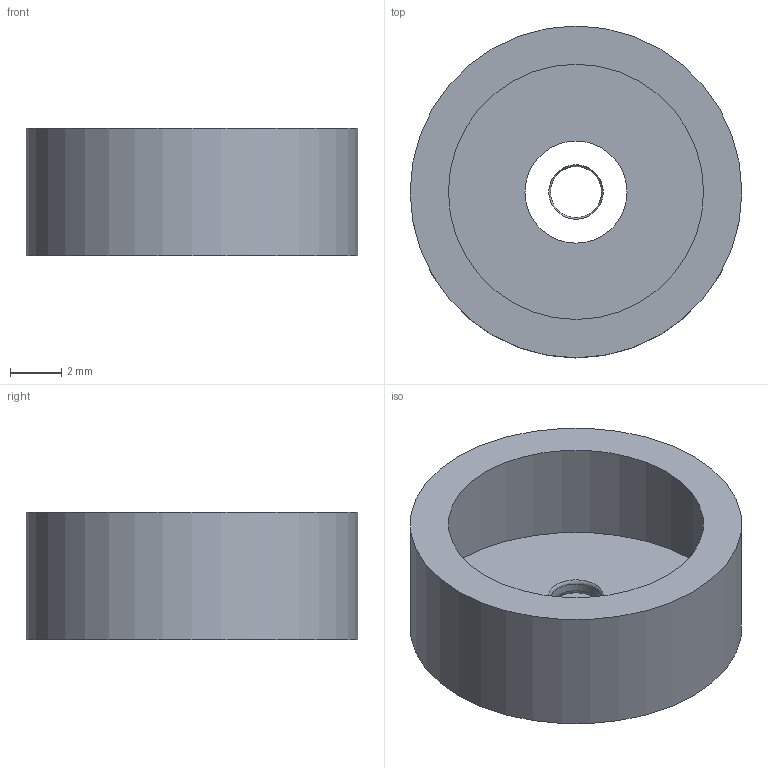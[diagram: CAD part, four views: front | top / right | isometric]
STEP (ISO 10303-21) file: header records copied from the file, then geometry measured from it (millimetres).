
FILE_DESCRIPTION(('FreeCAD Model'),'2;1');
FILE_NAME('0006.step','2020-08-05T14:49:50',('Admin'),(''),'InventorImporter 0.9','FreeCAD','');
FILE_SCHEMA (('AUTOMOTIVE_DESIGN { 1 0 10303 214 1 1 1 1}'));
Length unit declared in the file: millimetre
Products named in the file (1): Body_01_L_02
Bounding box: 13 x 13 x 5 mm (x, y, z)
Surface area: 382.7 mm2 (no closed solid volume)
Topology: 0 solids, 2 shells, 6 faces, 12 edges, 8 vertices
Faces by surface type: torus 2, cylinder 2, plane 2
Full cylindrical faces by diameter (mm): 2 x1, 13 x1
Entity records: 164 total; most frequent: CARTESIAN_POINT 18, MECHANICAL_DESIGN_GEOMETRIC_PRESENTATION_REPRESENTATION 15, STYLED_ITEM 15, AXIS2_PLACEMENT_3D 14, FACE_BOUND 12, EDGE_LOOP 12, ORIENTED_EDGE 12, DIRECTION 9
